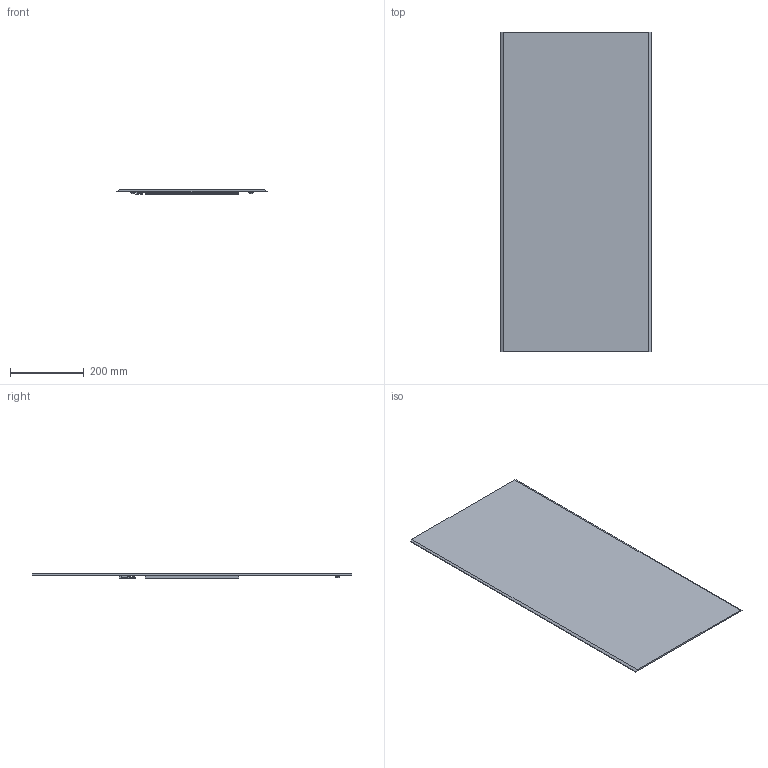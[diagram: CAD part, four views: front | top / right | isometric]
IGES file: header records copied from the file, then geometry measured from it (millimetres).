
Start section:  PTC IGES file: 4641n.igs
Global section: file name: 4641n.igs; native system: Creo Parametric by PTC Inc.; preprocessor: 2018400; author: jinson.thomas; organization: Unknown; date: 20210622.115107; units: inch
Bounding box: 406.4 x 863.6 x 11.37 mm (x, y, z)
Volume: 1746348.2 mm3; surface area: 743639.8 mm2
Topology: 1 solids, 1 shells, 115 faces, 293 edges, 184 vertices
Faces by surface type: bspline 64, revolution 51
